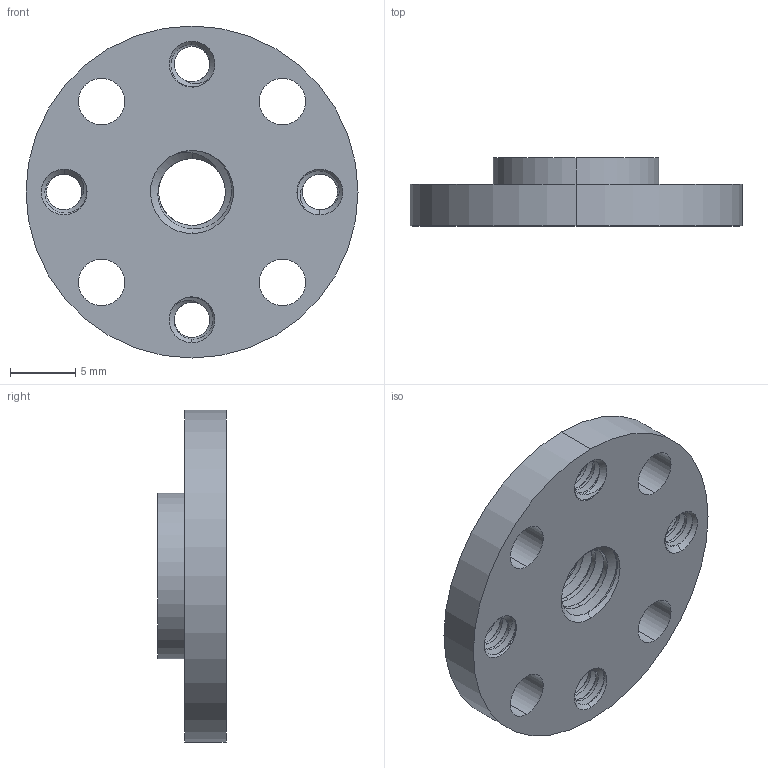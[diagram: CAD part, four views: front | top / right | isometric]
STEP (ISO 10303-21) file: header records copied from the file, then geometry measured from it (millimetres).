
FILE_DESCRIPTION (( 'STEP AP203' ), '1' );
FILE_NAME ('545468.STEP', '2017-06-30T20:31:08', ( '' ), ( '' ), 'SwSTEP 2.0', 'SolidWorks 2016', '' );
FILE_SCHEMA (( 'CONFIG_CONTROL_DESIGN' ));
Length unit declared in the file: inch
Products named in the file (1): 545468
Bounding box: 25.39 x 5.21 x 25.39 mm (x, y, z)
Volume: 1509.7 mm3; surface area: 1609.3 mm2
Topology: 1 solids, 1 shells, 141 faces, 388 edges, 250 vertices
Faces by surface type: cylinder 95, cone 33, bspline 10, plane 3
Entity records: 10121 total; most frequent: CARTESIAN_POINT 6955, ORIENTED_EDGE 776, DIRECTION 530, EDGE_CURVE 388, VERTEX_POINT 250, AXIS2_PLACEMENT_3D 211, EDGE_LOOP 160, ADVANCED_FACE 141
